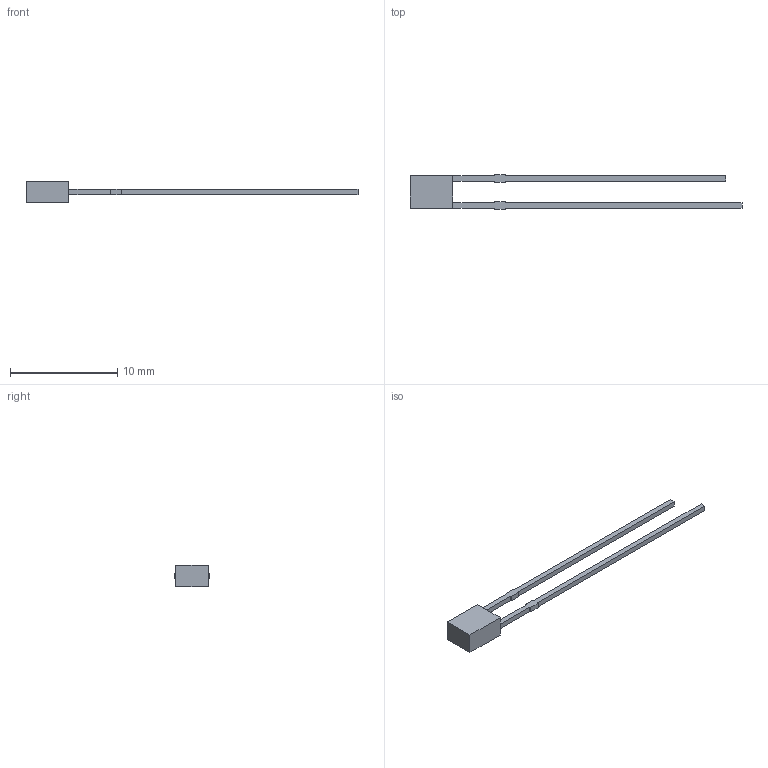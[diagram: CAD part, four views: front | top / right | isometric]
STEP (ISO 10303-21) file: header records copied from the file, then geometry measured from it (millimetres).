
FILE_DESCRIPTION (( 'STEP AP214' ), '1' );
FILE_NAME ('XSxx36.STEP', '2015-09-02T16:45:53', ( '' ), ( '' ), 'SwSTEP 2.0', 'SolidWorks 2012', '' );
FILE_SCHEMA (( 'AUTOMOTIVE_DESIGN' ));
Length unit declared in the file: millimetre
Products named in the file (1): XSxx36
Bounding box: 31 x 3.24 x 2 mm (x, y, z)
Volume: 37.3 mm3; surface area: 158.3 mm2
Topology: 1 solids, 1 shells, 207 faces, 563 edges, 374 vertices
Faces by surface type: plane 142, bspline 65
Entity records: 11874 total; most frequent: CARTESIAN_POINT 4866, ORIENTED_EDGE 1126, DIRECTION 719, EDGE_CURVE 563, LINE 433, VECTOR 433, VERTEX_POINT 374, EDGE_LOOP 223
